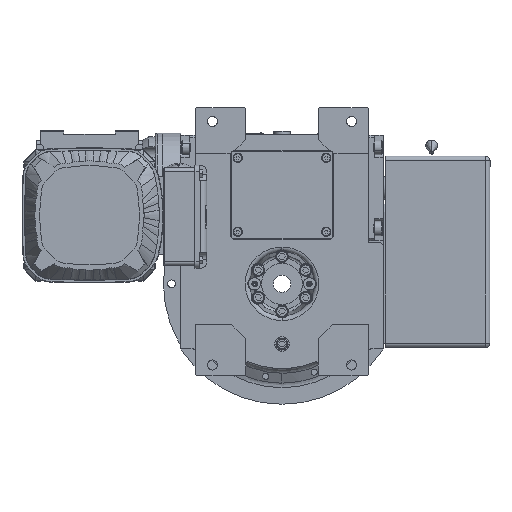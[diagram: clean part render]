
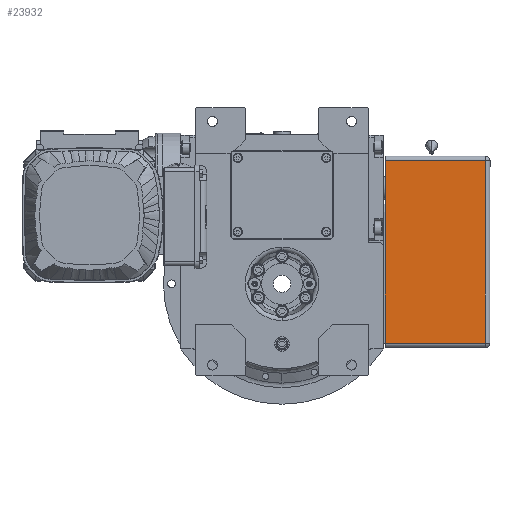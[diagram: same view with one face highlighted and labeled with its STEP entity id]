
A CAD part, front view. The second image highlights one B-rep face of the part: STEP entity #23932.
In plain terms, the highlighted face is planar.
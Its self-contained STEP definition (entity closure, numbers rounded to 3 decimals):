
#3650 = CARTESIAN_POINT ( 'NONE',  ( 90., 0., -53. ) ) ;
#6925 = CARTESIAN_POINT ( 'NONE',  ( -115., 0., -53. ) ) ;
#13425 = LINE ( 'NONE', #82200, #37074 ) ;
#13666 = ORIENTED_EDGE ( 'NONE', *, *, #43499, .T. ) ;
#15829 = VERTEX_POINT ( 'NONE', #58959 ) ;
#20753 = CARTESIAN_POINT ( 'NONE',  ( -110., 0., -53. ) ) ;
#21308 = CARTESIAN_POINT ( 'NONE',  ( -110., 115., -53. ) ) ;
#23485 = LINE ( 'NONE', #6925, #49540 ) ;
#23932 = ADVANCED_FACE ( 'NONE', ( #49277 ), #65765, .F. ) ;
#27978 = VECTOR ( 'NONE', #29608, 1000. ) ;
#29608 = DIRECTION ( 'NONE',  ( 0., 1., 0. ) ) ;
#31291 = VERTEX_POINT ( 'NONE', #3650 ) ;
#33310 = DIRECTION ( 'NONE',  ( 1., 0., 0. ) ) ;
#37074 = VECTOR ( 'NONE', #97121, 1000. ) ;
#40914 = EDGE_LOOP ( 'NONE', ( #61960, #13666, #65639, #94026 ) ) ;
#42191 = AXIS2_PLACEMENT_3D ( 'NONE', #82811, #108685, #33310 ) ;
#43499 = EDGE_CURVE ( 'NONE', #96956, #15829, #13425, .T. ) ;
#47397 = LINE ( 'NONE', #82016, #95155 ) ;
#49277 = FACE_OUTER_BOUND ( 'NONE', #40914, .T. ) ;
#49540 = VECTOR ( 'NONE', #107675, 1000. ) ;
#58959 = CARTESIAN_POINT ( 'NONE',  ( 90., 110., -53. ) ) ;
#61960 = ORIENTED_EDGE ( 'NONE', *, *, #81049, .T. ) ;
#65639 = ORIENTED_EDGE ( 'NONE', *, *, #67049, .T. ) ;
#65765 = PLANE ( 'NONE',  #42191 ) ;
#67049 = EDGE_CURVE ( 'NONE', #15829, #31291, #47397, .T. ) ;
#80191 = LINE ( 'NONE', #21308, #27978 ) ;
#81049 = EDGE_CURVE ( 'NONE', #107355, #96956, #80191, .T. ) ;
#82016 = CARTESIAN_POINT ( 'NONE',  ( 90., 115., -53. ) ) ;
#82200 = CARTESIAN_POINT ( 'NONE',  ( 90., 110., -53. ) ) ;
#82811 = CARTESIAN_POINT ( 'NONE',  ( -115., 115., -53. ) ) ;
#83634 = EDGE_CURVE ( 'NONE', #31291, #107355, #23485, .T. ) ;
#94026 = ORIENTED_EDGE ( 'NONE', *, *, #83634, .T. ) ;
#95155 = VECTOR ( 'NONE', #97461, 1000. ) ;
#96639 = CARTESIAN_POINT ( 'NONE',  ( -110., 110., -53. ) ) ;
#96956 = VERTEX_POINT ( 'NONE', #96639 ) ;
#97121 = DIRECTION ( 'NONE',  ( 1., 0., 0. ) ) ;
#97461 = DIRECTION ( 'NONE',  ( 0., -1., 0. ) ) ;
#107355 = VERTEX_POINT ( 'NONE', #20753 ) ;
#107675 = DIRECTION ( 'NONE',  ( -1., 0., 0. ) ) ;
#108685 = DIRECTION ( 'NONE',  ( 0., 0., 1. ) ) ;
